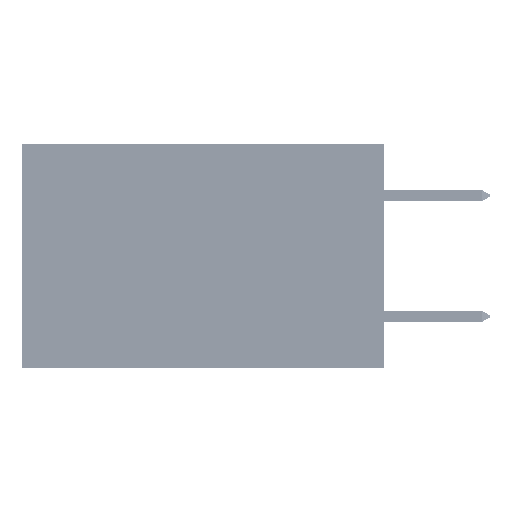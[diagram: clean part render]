
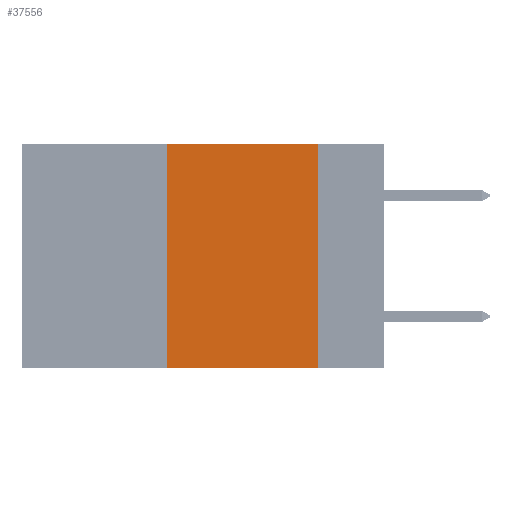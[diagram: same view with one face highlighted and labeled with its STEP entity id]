
A CAD part, left-side view. The second image highlights one B-rep face of the part: STEP entity #37556.
In plain terms, the highlighted planar face has unit normal (-1, 0, 0).
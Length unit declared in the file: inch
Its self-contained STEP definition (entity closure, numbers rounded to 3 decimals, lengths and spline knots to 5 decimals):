
#23 = FACE_OUTER_BOUND ( 'NONE', #12015, .T. ) ;
#142 = VECTOR ( 'NONE', #25180, 39.37008 ) ;
#3596 = EDGE_CURVE ( 'NONE', #36648, #3630, #9471, .T. ) ;
#3630 = VERTEX_POINT ( 'NONE', #35785 ) ;
#8441 = EDGE_CURVE ( 'NONE', #14860, #36648, #42279, .T. ) ;
#9471 = LINE ( 'NONE', #17494, #142 ) ;
#10305 = CARTESIAN_POINT ( 'NONE',  ( 0., 0.36, 0. ) ) ;
#10494 = CARTESIAN_POINT ( 'NONE',  ( 0., 0.6, 0. ) ) ;
#12015 = EDGE_LOOP ( 'NONE', ( #28626, #14090, #24217, #45774 ) ) ;
#13743 = DIRECTION ( 'NONE',  ( 0., 0., -1. ) ) ;
#13785 = VECTOR ( 'NONE', #42498, 39.37008 ) ;
#14090 = ORIENTED_EDGE ( 'NONE', *, *, #3596, .F. ) ;
#14286 = DIRECTION ( 'NONE',  ( 0., 0., -1. ) ) ;
#14860 = VERTEX_POINT ( 'NONE', #35974 ) ;
#16341 = AXIS2_PLACEMENT_3D ( 'NONE', #10494, #35735, #14286 ) ;
#17494 = CARTESIAN_POINT ( 'NONE',  ( 0., 0.6, 0. ) ) ;
#17903 = LINE ( 'NONE', #30113, #35801 ) ;
#24217 = ORIENTED_EDGE ( 'NONE', *, *, #8441, .F. ) ;
#25180 = DIRECTION ( 'NONE',  ( 0., -1., 0. ) ) ;
#25261 = EDGE_CURVE ( 'NONE', #3630, #43167, #41752, .T. ) ;
#28626 = ORIENTED_EDGE ( 'NONE', *, *, #25261, .F. ) ;
#30113 = CARTESIAN_POINT ( 'NONE',  ( 0., 0.6, -0.37 ) ) ;
#30270 = DIRECTION ( 'NONE',  ( 0., -1., 0. ) ) ;
#32261 = VECTOR ( 'NONE', #13743, 39.37008 ) ;
#33916 = CARTESIAN_POINT ( 'NONE',  ( 0., 0.36, 0. ) ) ;
#35735 = DIRECTION ( 'NONE',  ( 1., 0., 0. ) ) ;
#35785 = CARTESIAN_POINT ( 'NONE',  ( 0., 0.11, 0. ) ) ;
#35801 = VECTOR ( 'NONE', #30270, 39.37008 ) ;
#35974 = CARTESIAN_POINT ( 'NONE',  ( 0., 0.36, -0.37 ) ) ;
#36647 = EDGE_CURVE ( 'NONE', #14860, #43167, #17903, .T. ) ;
#36648 = VERTEX_POINT ( 'NONE', #33916 ) ;
#37556 = ADVANCED_FACE ( 'NONE', ( #23 ), #39161, .F. ) ;
#39161 = PLANE ( 'NONE',  #16341 ) ;
#41752 = LINE ( 'NONE', #45734, #32261 ) ;
#42279 = LINE ( 'NONE', #10305, #13785 ) ;
#42498 = DIRECTION ( 'NONE',  ( 0., 0., 1. ) ) ;
#43167 = VERTEX_POINT ( 'NONE', #45172 ) ;
#45172 = CARTESIAN_POINT ( 'NONE',  ( 0., 0.11, -0.37 ) ) ;
#45734 = CARTESIAN_POINT ( 'NONE',  ( 0., 0.11, 0. ) ) ;
#45774 = ORIENTED_EDGE ( 'NONE', *, *, #36647, .T. ) ;
